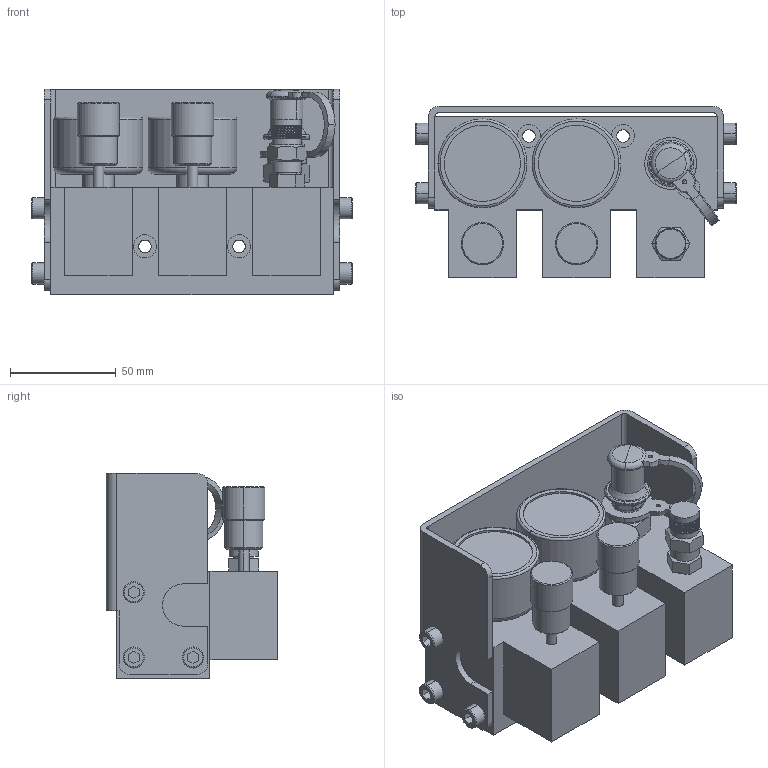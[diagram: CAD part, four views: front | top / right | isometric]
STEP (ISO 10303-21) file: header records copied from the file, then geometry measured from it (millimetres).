
FILE_DESCRIPTION (( 'STEP AP214' ), '1' );
FILE_NAME ('MCP-02.STEP', '2019-07-16T14:23:36', ( 'Metrol Springs' ), ( 'Hewlett-Packard Company' ), 'SwSTEP 2.0', 'SolidWorks 2017', '' );
FILE_SCHEMA (( 'AUTOMOTIVE_DESIGN' ));
Length unit declared in the file: millimetre
Products named in the file (1): MCP-02
Bounding box: 151.5 x 81 x 97 mm (x, y, z)
Surface area: 114662.1 mm2 (no closed solid volume)
Topology: 0 solids, 9 shells, 1435 faces, 3981 edges, 2605 vertices
Faces by surface type: bspline 664, cylinder 466, plane 172, cone 77, torus 50, sphere 6
Entity records: 158960 total; most frequent: CARTESIAN_POINT 115864, ORIENTED_EDGE 7960, EDGE_CURVE 3981, DIRECTION 3140, VERTEX_POINT 2605, EDGE_LOOP 1499, UNCERTAINTY_MEASURE_WITH_UNIT 1445, PRESENTATION_STYLE_ASSIGNMENT 1444
